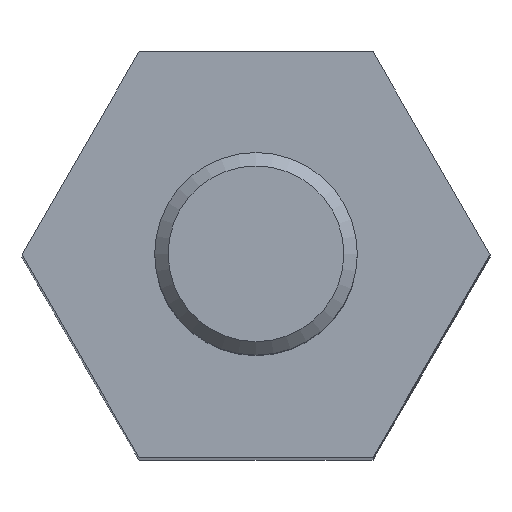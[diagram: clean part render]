
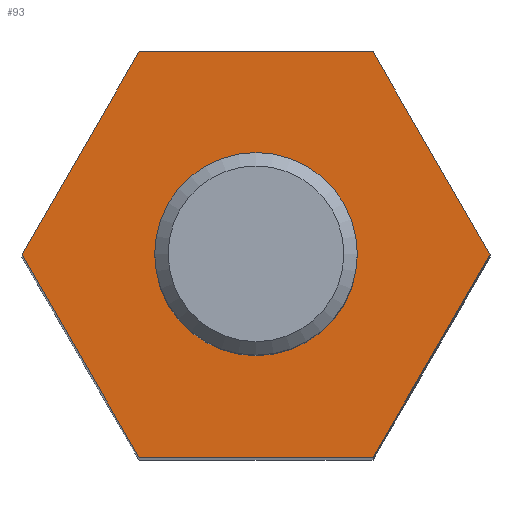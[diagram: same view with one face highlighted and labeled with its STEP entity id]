
A CAD part, top view. The second image highlights one B-rep face of the part: STEP entity #93.
In plain terms, the highlighted planar face has unit normal (0, 0, 1).
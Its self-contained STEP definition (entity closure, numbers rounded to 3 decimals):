
#93 = ADVANCED_FACE( '', ( #192, #193 ), #194, .T. );
#192 = FACE_BOUND( '', #286, .T. );
#193 = FACE_OUTER_BOUND( '', #287, .T. );
#194 = PLANE( '', #288 );
#286 = EDGE_LOOP( '', ( #459 ) );
#287 = EDGE_LOOP( '', ( #460, #461, #462, #463, #464, #465 ) );
#288 = AXIS2_PLACEMENT_3D( '', #466, #467, #468 );
#459 = ORIENTED_EDGE( '', *, *, #535, .T. );
#460 = ORIENTED_EDGE( '', *, *, #520, .T. );
#461 = ORIENTED_EDGE( '', *, *, #524, .T. );
#462 = ORIENTED_EDGE( '', *, *, #495, .T. );
#463 = ORIENTED_EDGE( '', *, *, #516, .T. );
#464 = ORIENTED_EDGE( '', *, *, #541, .T. );
#465 = ORIENTED_EDGE( '', *, *, #501, .T. );
#466 = CARTESIAN_POINT( '', ( 0., 0., 25. ) );
#467 = DIRECTION( '', ( 0., 0., 1. ) );
#468 = DIRECTION( '', ( 1., 0., 0. ) );
#495 = EDGE_CURVE( '', #571, #569, #572, .T. );
#501 = EDGE_CURVE( '', #581, #579, #582, .T. );
#516 = EDGE_CURVE( '', #569, #603, #605, .T. );
#520 = EDGE_CURVE( '', #579, #608, #610, .T. );
#524 = EDGE_CURVE( '', #608, #571, #614, .T. );
#535 = EDGE_CURVE( '', #628, #628, #629, .F. );
#541 = EDGE_CURVE( '', #603, #581, #636, .T. );
#569 = VERTEX_POINT( '', #683 );
#571 = VERTEX_POINT( '', #686 );
#572 = LINE( '', #687, #688 );
#579 = VERTEX_POINT( '', #708 );
#581 = VERTEX_POINT( '', #711 );
#582 = LINE( '', #712, #713 );
#603 = VERTEX_POINT( '', #759 );
#605 = LINE( '', #762, #763 );
#608 = VERTEX_POINT( '', #773 );
#610 = LINE( '', #776, #777 );
#614 = LINE( '', #795, #796 );
#628 = VERTEX_POINT( '', #810 );
#629 = CIRCLE( '', #811, 1.267 );
#636 = LINE( '', #818, #819 );
#683 = CARTESIAN_POINT( '', ( -1.732, -3., 25. ) );
#686 = CARTESIAN_POINT( '', ( -3.464, 0., 25. ) );
#687 = CARTESIAN_POINT( '', ( -3.464, 0., 25. ) );
#688 = VECTOR( '', #841, 1000. );
#708 = CARTESIAN_POINT( '', ( 1.732, 3., 25. ) );
#711 = CARTESIAN_POINT( '', ( 3.464, 0., 25. ) );
#712 = CARTESIAN_POINT( '', ( 3.464, 0., 25. ) );
#713 = VECTOR( '', #844, 1000. );
#759 = CARTESIAN_POINT( '', ( 1.732, -3., 25. ) );
#762 = CARTESIAN_POINT( '', ( -1.732, -3., 25. ) );
#763 = VECTOR( '', #859, 1000. );
#773 = CARTESIAN_POINT( '', ( -1.732, 3., 25. ) );
#776 = CARTESIAN_POINT( '', ( 1.732, 3., 25. ) );
#777 = VECTOR( '', #861, 1000. );
#795 = CARTESIAN_POINT( '', ( -1.732, 3., 25. ) );
#796 = VECTOR( '', #862, 1000. );
#810 = CARTESIAN_POINT( '', ( 1.267, 0., 25. ) );
#811 = AXIS2_PLACEMENT_3D( '', #881, #882, #883 );
#818 = CARTESIAN_POINT( '', ( 1.732, -3., 25. ) );
#819 = VECTOR( '', #887, 1000. );
#841 = DIRECTION( '', ( 0.5, -0.866, 0. ) );
#844 = DIRECTION( '', ( -0.5, 0.866, 0. ) );
#859 = DIRECTION( '', ( 1., 0., 0. ) );
#861 = DIRECTION( '', ( -1., 0., 0. ) );
#862 = DIRECTION( '', ( -0.5, -0.866, 0. ) );
#881 = CARTESIAN_POINT( '', ( 0., 0., 25. ) );
#882 = DIRECTION( '', ( 0., 0., 1. ) );
#883 = DIRECTION( '', ( 1., 0., 0. ) );
#887 = DIRECTION( '', ( 0.5, 0.866, 0. ) );
